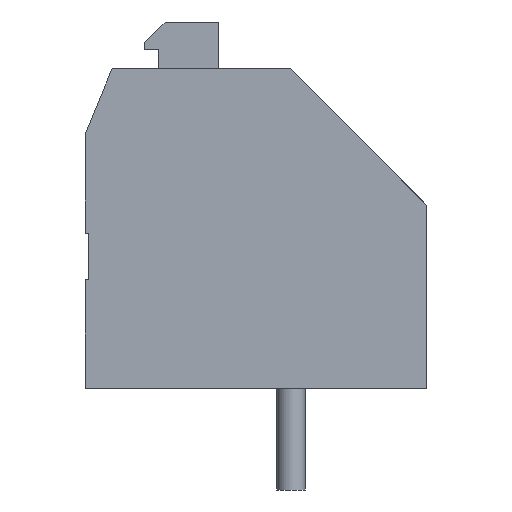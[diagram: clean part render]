
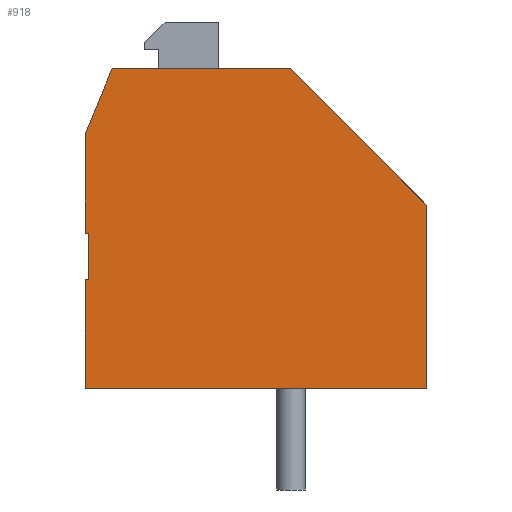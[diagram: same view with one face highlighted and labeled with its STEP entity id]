
A CAD part, front view. The second image highlights one B-rep face of the part: STEP entity #918.
In plain terms, the highlighted planar face has unit normal (0, -1, 0).
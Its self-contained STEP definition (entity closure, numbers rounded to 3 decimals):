
#260=FACE_OUTER_BOUND('',#301,.T.);
#301=EDGE_LOOP('',(#717,#718,#719,#720,#721,#722,#723,#724,#725,#726));
#335=LINE('',#1399,#427);
#338=LINE('',#1405,#430);
#341=LINE('',#1411,#433);
#344=LINE('',#1417,#436);
#347=LINE('',#1423,#439);
#350=LINE('',#1429,#442);
#353=LINE('',#1435,#445);
#356=LINE('',#1441,#448);
#359=LINE('',#1447,#451);
#362=LINE('',#1451,#454);
#427=VECTOR('',#1106,10.);
#430=VECTOR('',#1111,10.);
#433=VECTOR('',#1116,10.);
#436=VECTOR('',#1121,10.);
#439=VECTOR('',#1126,10.);
#442=VECTOR('',#1131,10.);
#445=VECTOR('',#1136,10.);
#448=VECTOR('',#1141,10.);
#451=VECTOR('',#1146,10.);
#454=VECTOR('',#1151,10.);
#519=VERTEX_POINT('',#1396);
#520=VERTEX_POINT('',#1398);
#522=VERTEX_POINT('',#1404);
#524=VERTEX_POINT('',#1410);
#526=VERTEX_POINT('',#1416);
#528=VERTEX_POINT('',#1422);
#530=VERTEX_POINT('',#1428);
#532=VERTEX_POINT('',#1434);
#534=VERTEX_POINT('',#1440);
#536=VERTEX_POINT('',#1446);
#583=EDGE_CURVE('',#520,#519,#335,.T.);
#586=EDGE_CURVE('',#522,#520,#338,.T.);
#589=EDGE_CURVE('',#524,#522,#341,.T.);
#592=EDGE_CURVE('',#526,#524,#344,.T.);
#595=EDGE_CURVE('',#528,#526,#347,.T.);
#598=EDGE_CURVE('',#530,#528,#350,.T.);
#601=EDGE_CURVE('',#532,#530,#353,.T.);
#604=EDGE_CURVE('',#534,#532,#356,.T.);
#607=EDGE_CURVE('',#536,#534,#359,.T.);
#610=EDGE_CURVE('',#519,#536,#362,.T.);
#717=ORIENTED_EDGE('',*,*,#610,.T.);
#718=ORIENTED_EDGE('',*,*,#607,.T.);
#719=ORIENTED_EDGE('',*,*,#604,.T.);
#720=ORIENTED_EDGE('',*,*,#601,.T.);
#721=ORIENTED_EDGE('',*,*,#598,.T.);
#722=ORIENTED_EDGE('',*,*,#595,.T.);
#723=ORIENTED_EDGE('',*,*,#592,.T.);
#724=ORIENTED_EDGE('',*,*,#589,.T.);
#725=ORIENTED_EDGE('',*,*,#586,.T.);
#726=ORIENTED_EDGE('',*,*,#583,.T.);
#879=PLANE('',#1010);
#918=ADVANCED_FACE('',(#260),#879,.T.);
#1010=AXIS2_PLACEMENT_3D('',#1452,#1152,#1153);
#1106=DIRECTION('',(-0.707,0.,0.707));
#1111=DIRECTION('',(0.,0.,1.));
#1116=DIRECTION('',(1.,0.,0.));
#1121=DIRECTION('',(0.,0.,-1.));
#1126=DIRECTION('',(-1.,0.,0.));
#1131=DIRECTION('',(0.,0.,-1.));
#1136=DIRECTION('',(1.,0.,0.));
#1141=DIRECTION('',(0.,0.,-1.));
#1146=DIRECTION('',(-0.381,0.,-0.925));
#1151=DIRECTION('',(-1.,0.,0.));
#1152=DIRECTION('center_axis',(0.,-1.,0.));
#1153=DIRECTION('ref_axis',(0.,0.,-1.));
#1396=CARTESIAN_POINT('',(-4.826,-1.5,4.826));
#1398=CARTESIAN_POINT('',(0.,-1.5,0.));
#1399=CARTESIAN_POINT('',(-4.826,-1.5,4.826));
#1404=CARTESIAN_POINT('',(0.,-1.5,-6.5));
#1405=CARTESIAN_POINT('',(0.,-1.5,0.));
#1410=CARTESIAN_POINT('',(-12.121,-1.5,-6.5));
#1411=CARTESIAN_POINT('',(0.,-1.5,-6.5));
#1416=CARTESIAN_POINT('',(-12.121,-1.5,-2.642));
#1417=CARTESIAN_POINT('',(-12.121,-1.5,-6.5));
#1422=CARTESIAN_POINT('',(-12.,-1.5,-2.642));
#1423=CARTESIAN_POINT('',(-12.121,-1.5,-2.642));
#1428=CARTESIAN_POINT('',(-12.,-1.5,-1.));
#1429=CARTESIAN_POINT('',(-12.,-1.5,-2.642));
#1434=CARTESIAN_POINT('',(-12.121,-1.5,-1.));
#1435=CARTESIAN_POINT('',(-12.,-1.5,-1.));
#1440=CARTESIAN_POINT('',(-12.121,-1.5,2.5));
#1441=CARTESIAN_POINT('',(-12.121,-1.5,-1.));
#1446=CARTESIAN_POINT('',(-11.163,-1.5,4.826));
#1447=CARTESIAN_POINT('',(-12.121,-1.5,2.5));
#1451=CARTESIAN_POINT('',(-11.163,-1.5,4.826));
#1452=CARTESIAN_POINT('Origin',(-6.06,-1.5,-0.837));
